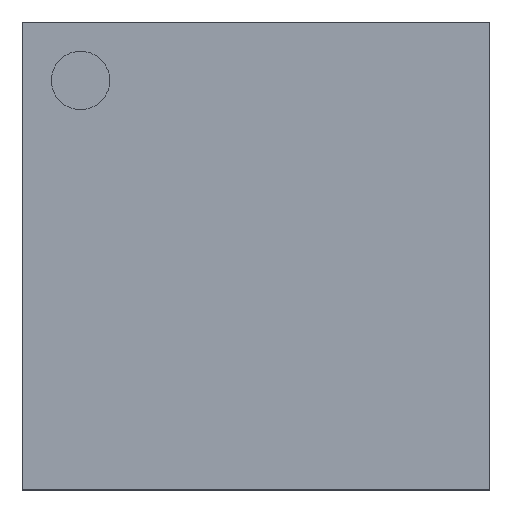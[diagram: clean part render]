
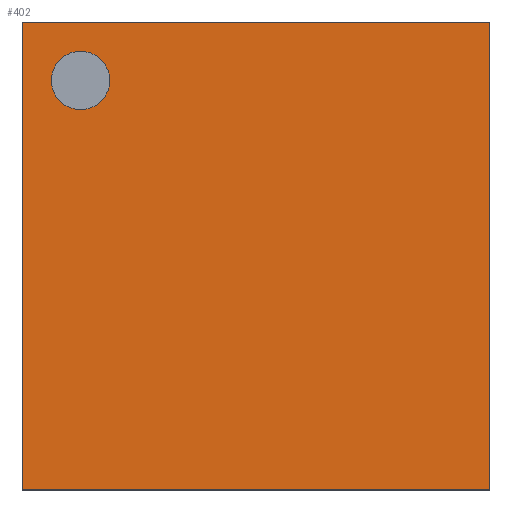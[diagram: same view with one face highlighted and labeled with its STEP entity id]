
A CAD part, top view. The second image highlights one B-rep face of the part: STEP entity #402.
In plain terms, the highlighted face is planar.
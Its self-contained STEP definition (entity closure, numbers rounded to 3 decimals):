
#103=FACE_OUTER_BOUND('',#125,.T.);
#125=EDGE_LOOP('',(#312,#313,#314,#315));
#147=LINE('',#647,#187);
#149=LINE('',#651,#189);
#151=LINE('',#655,#191);
#153=LINE('',#658,#193);
#187=VECTOR('',#515,1.6);
#189=VECTOR('',#519,1.6);
#191=VECTOR('',#523,1.6);
#193=VECTOR('',#527,1.6);
#226=VERTEX_POINT('',#644);
#227=VERTEX_POINT('',#646);
#228=VERTEX_POINT('',#650);
#229=VERTEX_POINT('',#654);
#255=EDGE_CURVE('',#227,#226,#147,.T.);
#257=EDGE_CURVE('',#228,#227,#149,.T.);
#259=EDGE_CURVE('',#229,#228,#151,.T.);
#261=EDGE_CURVE('',#226,#229,#153,.T.);
#312=ORIENTED_EDGE('',*,*,#255,.T.);
#313=ORIENTED_EDGE('',*,*,#261,.T.);
#314=ORIENTED_EDGE('',*,*,#259,.T.);
#315=ORIENTED_EDGE('',*,*,#257,.T.);
#381=PLANE('',#464);
#402=ADVANCED_FACE('',(#103),#381,.T.);
#464=AXIS2_PLACEMENT_3D('',#659,#528,#529);
#515=DIRECTION('',(0.,0.,1.));
#519=DIRECTION('',(-1.,0.,0.));
#523=DIRECTION('',(0.,0.,-1.));
#527=DIRECTION('',(1.,0.,0.));
#528=DIRECTION('center_axis',(0.,1.,0.));
#529=DIRECTION('ref_axis',(1.,0.,0.));
#644=CARTESIAN_POINT('',(-0.8,0.35,0.8));
#646=CARTESIAN_POINT('',(-0.8,0.35,-0.8));
#647=CARTESIAN_POINT('',(-0.8,0.35,-0.8));
#650=CARTESIAN_POINT('',(0.8,0.35,-0.8));
#651=CARTESIAN_POINT('',(0.8,0.35,-0.8));
#654=CARTESIAN_POINT('',(0.8,0.35,0.8));
#655=CARTESIAN_POINT('',(0.8,0.35,0.8));
#658=CARTESIAN_POINT('',(-0.8,0.35,0.8));
#659=CARTESIAN_POINT('Origin',(0.,0.35,0.));
